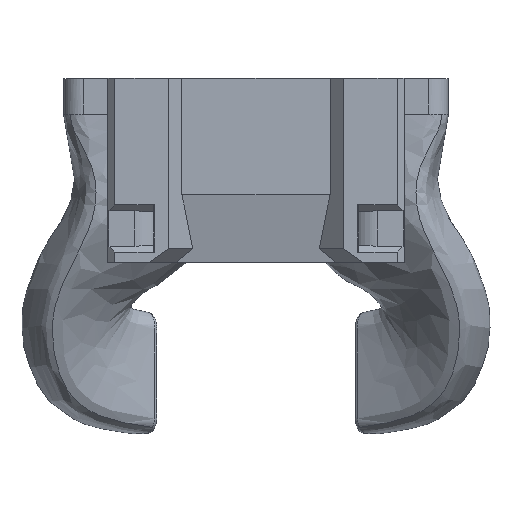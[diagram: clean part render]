
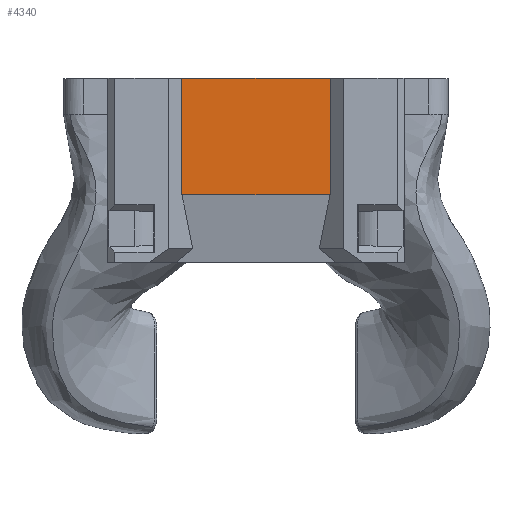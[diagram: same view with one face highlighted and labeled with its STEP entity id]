
A CAD part, top view. The second image highlights one B-rep face of the part: STEP entity #4340.
In plain terms, the highlighted planar face has unit normal (0, 0, 1).
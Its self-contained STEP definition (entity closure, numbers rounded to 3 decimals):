
#571=FACE_OUTER_BOUND('',#797,.T.);
#797=EDGE_LOOP('',(#3560,#3561,#3562,#3563));
#997=LINE('',#8905,#1334);
#1111=LINE('',#35503,#1448);
#1141=LINE('',#40382,#1478);
#1142=LINE('',#40383,#1479);
#1334=VECTOR('',#4922,1.);
#1448=VECTOR('',#5156,1.);
#1478=VECTOR('',#5250,1.);
#1479=VECTOR('',#5251,1.);
#1744=VERTEX_POINT('',#8902);
#1745=VERTEX_POINT('',#8904);
#1909=VERTEX_POINT('',#35501);
#1925=VERTEX_POINT('',#40381);
#2251=EDGE_CURVE('',#1744,#1745,#997,.T.);
#2477=EDGE_CURVE('',#1744,#1909,#1111,.T.);
#2517=EDGE_CURVE('',#1925,#1909,#1141,.T.);
#2518=EDGE_CURVE('',#1745,#1925,#1142,.T.);
#3560=ORIENTED_EDGE('',*,*,#2517,.F.);
#3561=ORIENTED_EDGE('',*,*,#2518,.F.);
#3562=ORIENTED_EDGE('',*,*,#2251,.F.);
#3563=ORIENTED_EDGE('',*,*,#2477,.T.);
#4166=PLANE('',#4608);
#4340=ADVANCED_FACE('',(#571),#4166,.F.);
#4608=AXIS2_PLACEMENT_3D('',#40380,#5248,#5249);
#4922=DIRECTION('',(1.,0.,0.));
#5156=DIRECTION('',(0.,-1.,0.));
#5248=DIRECTION('center_axis',(0.,0.,-1.));
#5249=DIRECTION('ref_axis',(-1.,0.,0.));
#5250=DIRECTION('',(-1.,0.,0.));
#5251=DIRECTION('',(0.,-1.,0.));
#8902=CARTESIAN_POINT('',(-11.,13.65,-13.5));
#8904=CARTESIAN_POINT('',(11.,13.65,-13.5));
#8905=CARTESIAN_POINT('',(-7.,13.65,-13.5));
#35501=CARTESIAN_POINT('',(-11.,-3.65,-13.5));
#35503=CARTESIAN_POINT('',(-11.,-13.65,-13.5));
#40380=CARTESIAN_POINT('Origin',(7.,-13.65,-13.5));
#40381=CARTESIAN_POINT('',(11.,-3.65,-13.5));
#40382=CARTESIAN_POINT('',(-11.,-3.65,-13.5));
#40383=CARTESIAN_POINT('',(11.,-13.65,-13.5));
